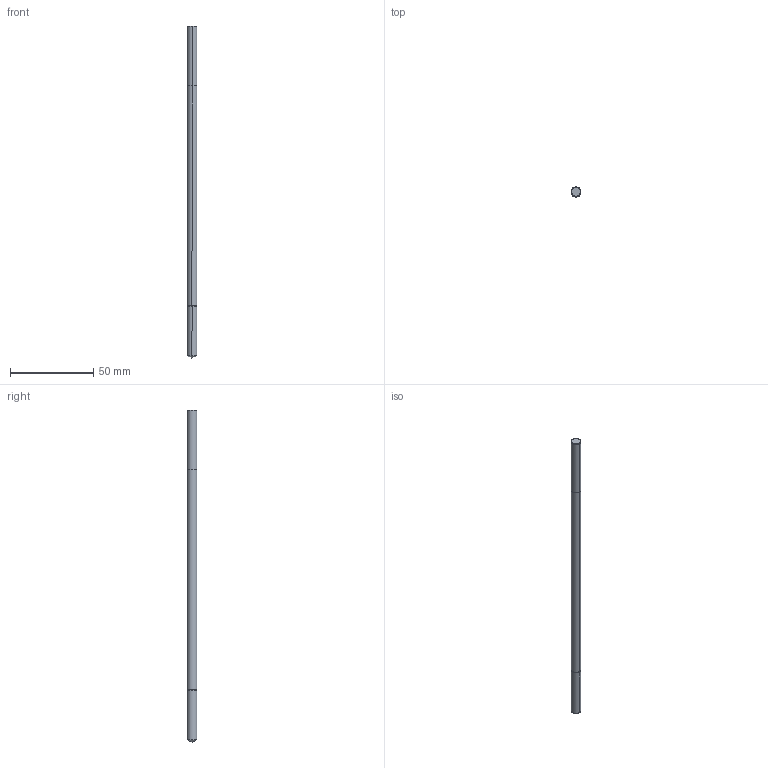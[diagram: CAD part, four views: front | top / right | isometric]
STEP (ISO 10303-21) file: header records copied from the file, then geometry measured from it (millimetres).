
FILE_DESCRIPTION((''),'2;1');
FILE_NAME('607564626-000-00-E43','2021-06-07T14:02:23',('OezerA'),(''),'CREO PARAMETRIC BY PTC INC, 2019030','CREO PARAMETRIC BY PTC INC, 2019030','');
FILE_SCHEMA(('AP242_MANAGED_MODEL_BASED_3D_ENGINEERING_MIM_LF { 1 0 10303 442 1 1 4 }'));
Length unit declared in the file: millimetre
Products named in the file (1): 607564626-000-00-E43
Bounding box: 6 x 6 x 200 mm (x, y, z)
Volume: 5384.8 mm3; surface area: 3719.9 mm2
Topology: 1 solids, 1 shells, 15 faces, 473 edges, 857 vertices
Faces by surface type: cone 8, cylinder 6, plane 1
Entity records: 3296 total; most frequent: CARTESIAN_POINT 1552, B_SPLINE_CURVE_WITH_KNOTS 306, DIRECTION 258, TRIMMED_CURVE 137, VECTOR 110, LINE 110, PRESENTATION_STYLE_ASSIGNMENT 82, STYLED_ITEM 78
